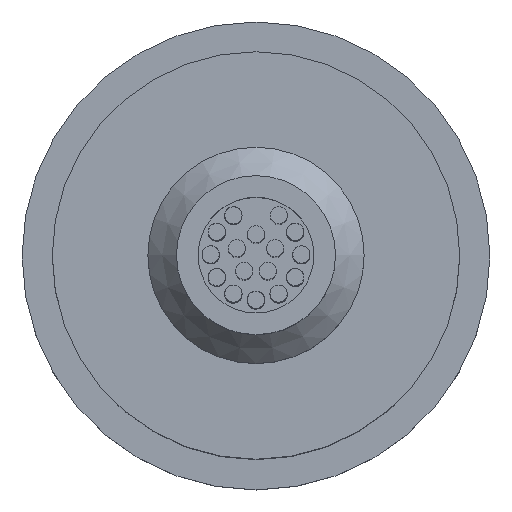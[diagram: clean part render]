
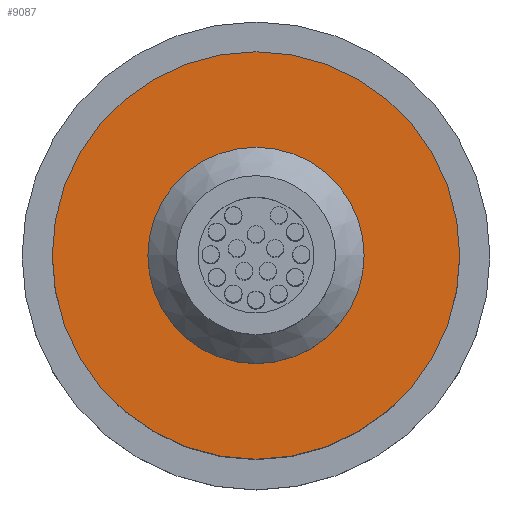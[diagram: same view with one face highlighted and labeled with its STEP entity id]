
A CAD part, top view. The second image highlights one B-rep face of the part: STEP entity #9087.
In plain terms, the highlighted planar face has unit normal (0, 0, 1).
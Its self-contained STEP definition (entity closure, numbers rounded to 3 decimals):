
#131=CIRCLE($,#9472,10.75);
#132=CIRCLE($,#9474,20.25);
#2521=FACE_BOUND($,#3129,.T.);
#2522=FACE_BOUND($,#3130,.T.);
#3129=EDGE_LOOP($,(#8211));
#3130=EDGE_LOOP($,(#8212));
#4392=VERTEX_POINT($,#26821);
#4393=VERTEX_POINT($,#26824);
#5662=EDGE_CURVE($,#4392,#4392,#131,.T.);
#5663=EDGE_CURVE($,#4393,#4393,#132,.T.);
#8211=ORIENTED_EDGE($,*,*,#5662,.T.);
#8212=ORIENTED_EDGE($,*,*,#5663,.F.);
#8488=PLANE($,#9476);
#9087=ADVANCED_FACE($,(#2521,#2522),#8488,.F.);
#9472=AXIS2_PLACEMENT_3D($,#26822,#11027,#11028);
#9474=AXIS2_PLACEMENT_3D($,#26825,#11031,#11032);
#9476=AXIS2_PLACEMENT_3D($,#26828,#11035,#11036);
#11027=DIRECTION('center_axis',(0.,0.,-1.));
#11028=DIRECTION('ref_axis',(-1.,0.,0.));
#11031=DIRECTION('center_axis',(0.,0.,-1.));
#11032=DIRECTION('ref_axis',(-1.,0.,0.));
#11035=DIRECTION('center_axis',(0.,0.,-1.));
#11036=DIRECTION('ref_axis',(-1.,0.,0.));
#26821=CARTESIAN_POINT('',(10.75,0.,44.7));
#26822=CARTESIAN_POINT('Origin',(0.,0.,44.7));
#26824=CARTESIAN_POINT('',(20.25,0.,44.7));
#26825=CARTESIAN_POINT('Origin',(0.,0.,44.7));
#26828=CARTESIAN_POINT('Origin',(0.,0.,44.7));
